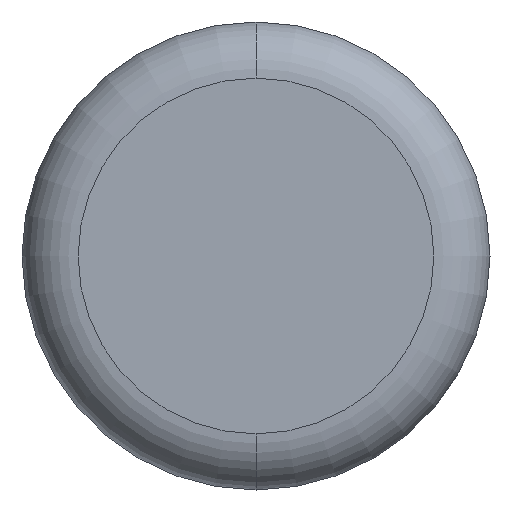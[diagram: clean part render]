
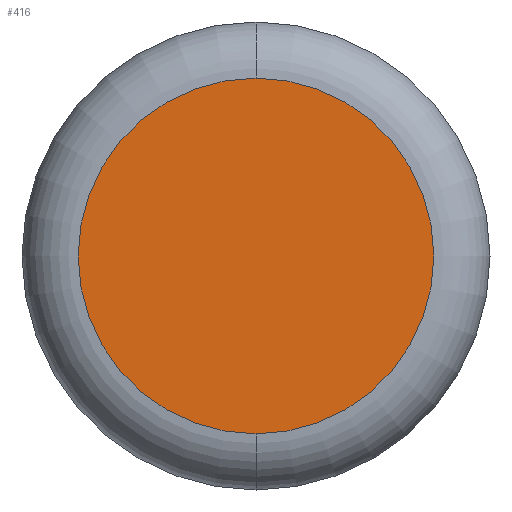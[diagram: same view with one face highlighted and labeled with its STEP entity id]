
A CAD part, front view. The second image highlights one B-rep face of the part: STEP entity #416.
In plain terms, the highlighted planar face has unit normal (0, -1, 0).
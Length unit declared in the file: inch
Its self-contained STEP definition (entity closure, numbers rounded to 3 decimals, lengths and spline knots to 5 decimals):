
#6 = DIRECTION ( 'NONE',  ( 0., -1., 0. ) ) ;
#57 = DIRECTION ( 'NONE',  ( 0., 0., -1. ) ) ;
#97 = AXIS2_PLACEMENT_3D ( 'NONE', #430, #6, #57 ) ;
#106 = EDGE_CURVE ( 'NONE', #155, #362, #302, .T. ) ;
#112 = CIRCLE ( 'NONE', #97, 0.19 ) ;
#124 = CARTESIAN_POINT ( 'NONE',  ( 0., 0., 0. ) ) ;
#155 = VERTEX_POINT ( 'NONE', #286 ) ;
#164 = DIRECTION ( 'NONE',  ( 0., 0., -1. ) ) ;
#177 = DIRECTION ( 'NONE',  ( 0., 0., -1. ) ) ;
#198 = DIRECTION ( 'NONE',  ( 0., -1., 0. ) ) ;
#242 = ORIENTED_EDGE ( 'NONE', *, *, #504, .T. ) ;
#286 = CARTESIAN_POINT ( 'NONE',  ( 0., 0., 0.19 ) ) ;
#302 = CIRCLE ( 'NONE', #421, 0.19 ) ;
#305 = DIRECTION ( 'NONE',  ( 0., -1., 0. ) ) ;
#343 = ORIENTED_EDGE ( 'NONE', *, *, #106, .T. ) ;
#362 = VERTEX_POINT ( 'NONE', #387 ) ;
#370 = EDGE_LOOP ( 'NONE', ( #242, #343 ) ) ;
#383 = PLANE ( 'NONE',  #547 ) ;
#387 = CARTESIAN_POINT ( 'NONE',  ( 0., 0., -0.19 ) ) ;
#408 = CARTESIAN_POINT ( 'NONE',  ( 0., 0., 0. ) ) ;
#416 = ADVANCED_FACE ( 'NONE', ( #532 ), #383, .T. ) ;
#421 = AXIS2_PLACEMENT_3D ( 'NONE', #408, #198, #164 ) ;
#430 = CARTESIAN_POINT ( 'NONE',  ( 0., 0., 0. ) ) ;
#504 = EDGE_CURVE ( 'NONE', #362, #155, #112, .T. ) ;
#532 = FACE_OUTER_BOUND ( 'NONE', #370, .T. ) ;
#547 = AXIS2_PLACEMENT_3D ( 'NONE', #124, #305, #177 ) ;
